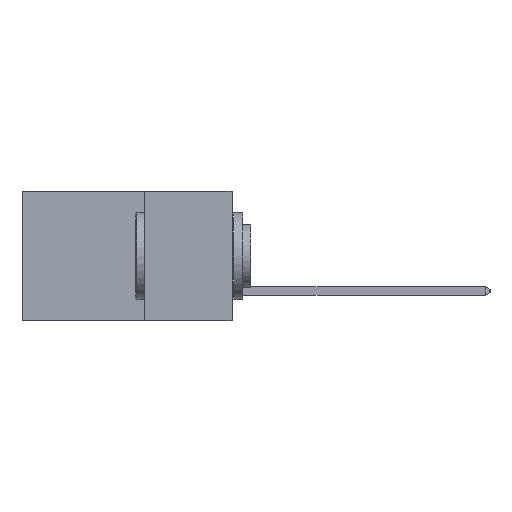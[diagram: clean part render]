
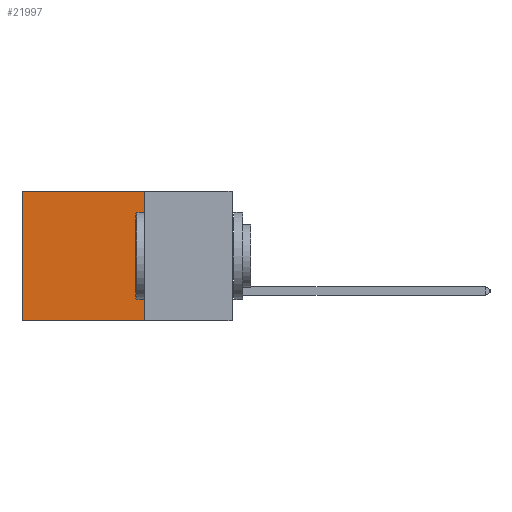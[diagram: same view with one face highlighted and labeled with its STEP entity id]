
A CAD part, left-side view. The second image highlights one B-rep face of the part: STEP entity #21997.
In plain terms, the highlighted planar face has unit normal (-1, 0, 0).
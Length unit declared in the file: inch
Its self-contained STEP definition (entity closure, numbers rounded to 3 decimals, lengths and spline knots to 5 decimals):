
#951 = VECTOR ( 'NONE', #30172, 39.37008 ) ;
#4040 = DIRECTION ( 'NONE',  ( 0., 1., 0. ) ) ;
#4788 = EDGE_CURVE ( 'NONE', #20536, #28148, #25937, .T. ) ;
#6852 = CARTESIAN_POINT ( 'NONE',  ( 0.2875, 0.6, 0. ) ) ;
#8732 = CARTESIAN_POINT ( 'NONE',  ( 0.2875, 0.25, 0. ) ) ;
#9268 = VECTOR ( 'NONE', #16548, 39.37008 ) ;
#9302 = LINE ( 'NONE', #33134, #16180 ) ;
#11420 = ORIENTED_EDGE ( 'NONE', *, *, #14531, .T. ) ;
#13629 = CARTESIAN_POINT ( 'NONE',  ( 0.2875, 0.6, -0.37 ) ) ;
#14273 = CARTESIAN_POINT ( 'NONE',  ( 0.2875, 0.25, 0. ) ) ;
#14531 = EDGE_CURVE ( 'NONE', #20536, #28042, #9302, .T. ) ;
#15568 = ORIENTED_EDGE ( 'NONE', *, *, #29984, .F. ) ;
#15708 = EDGE_LOOP ( 'NONE', ( #17930, #15568, #37103, #11420 ) ) ;
#16180 = VECTOR ( 'NONE', #4040, 39.37008 ) ;
#16548 = DIRECTION ( 'NONE',  ( 0., 1., 0. ) ) ;
#17064 = LINE ( 'NONE', #36719, #9268 ) ;
#17171 = DIRECTION ( 'NONE',  ( 0., 0., -1. ) ) ;
#17930 = ORIENTED_EDGE ( 'NONE', *, *, #24834, .T. ) ;
#18525 = CARTESIAN_POINT ( 'NONE',  ( 0.2875, 0.25, 0. ) ) ;
#18656 = DIRECTION ( 'NONE',  ( 0., 0., -1. ) ) ;
#18919 = CARTESIAN_POINT ( 'NONE',  ( 0.2875, 0.25, -0.37 ) ) ;
#19667 = FACE_OUTER_BOUND ( 'NONE', #15708, .T. ) ;
#20536 = VERTEX_POINT ( 'NONE', #8732 ) ;
#21263 = CARTESIAN_POINT ( 'NONE',  ( 0.2875, 0.6, 0. ) ) ;
#21997 = ADVANCED_FACE ( 'NONE', ( #19667 ), #30130, .F. ) ;
#24834 = EDGE_CURVE ( 'NONE', #28042, #25710, #32072, .T. ) ;
#25710 = VERTEX_POINT ( 'NONE', #13629 ) ;
#25937 = LINE ( 'NONE', #14273, #32651 ) ;
#28042 = VERTEX_POINT ( 'NONE', #21263 ) ;
#28148 = VERTEX_POINT ( 'NONE', #18919 ) ;
#29726 = AXIS2_PLACEMENT_3D ( 'NONE', #18525, #35917, #18656 ) ;
#29984 = EDGE_CURVE ( 'NONE', #28148, #25710, #17064, .T. ) ;
#30130 = PLANE ( 'NONE',  #29726 ) ;
#30172 = DIRECTION ( 'NONE',  ( 0., 0., -1. ) ) ;
#32072 = LINE ( 'NONE', #6852, #951 ) ;
#32651 = VECTOR ( 'NONE', #17171, 39.37008 ) ;
#33134 = CARTESIAN_POINT ( 'NONE',  ( 0.2875, 0.25, 0. ) ) ;
#35917 = DIRECTION ( 'NONE',  ( 1., 0., 0. ) ) ;
#36719 = CARTESIAN_POINT ( 'NONE',  ( 0.2875, 0.25, -0.37 ) ) ;
#37103 = ORIENTED_EDGE ( 'NONE', *, *, #4788, .F. ) ;
